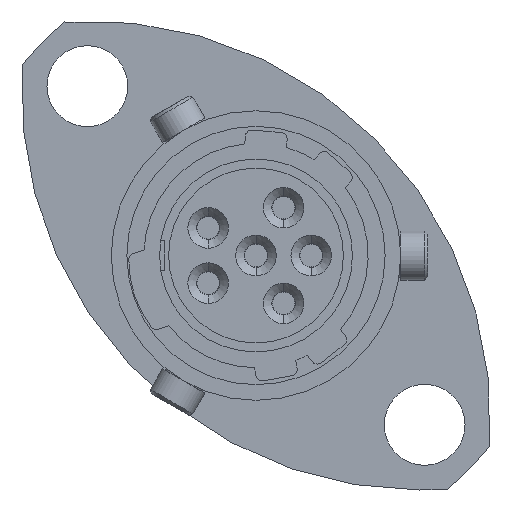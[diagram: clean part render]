
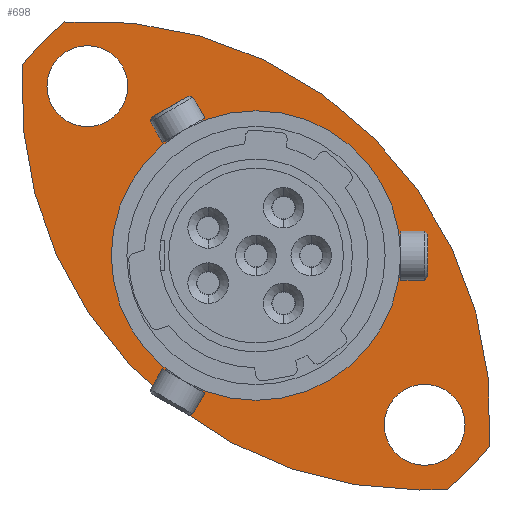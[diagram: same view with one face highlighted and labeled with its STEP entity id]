
A CAD part, left-side view. The second image highlights one B-rep face of the part: STEP entity #698.
In plain terms, the highlighted planar face has unit normal (-1, 0, 0).
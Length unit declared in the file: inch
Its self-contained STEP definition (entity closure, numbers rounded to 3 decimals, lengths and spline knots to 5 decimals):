
#698 = ADVANCED_FACE ( 'NONE', ( #13616, #13599, #13619, #13621 ), #13615, .T. ) ;
#1312 = ORIENTED_EDGE ( 'NONE', *, *, #8177, .F. ) ;
#1313 = ORIENTED_EDGE ( 'NONE', *, *, #8163, .F. ) ;
#1314 = ORIENTED_EDGE ( 'NONE', *, *, #8278, .F. ) ;
#1315 = ORIENTED_EDGE ( 'NONE', *, *, #8423, .F. ) ;
#1316 = ORIENTED_EDGE ( 'NONE', *, *, #8301, .T. ) ;
#1317 = ORIENTED_EDGE ( 'NONE', *, *, #8424, .T. ) ;
#1318 = ORIENTED_EDGE ( 'NONE', *, *, #8425, .F. ) ;
#1319 = ORIENTED_EDGE ( 'NONE', *, *, #8426, .T. ) ;
#1320 = ORIENTED_EDGE ( 'NONE', *, *, #8427, .F. ) ;
#1321 = ORIENTED_EDGE ( 'NONE', *, *, #8428, .T. ) ;
#1322 = ORIENTED_EDGE ( 'NONE', *, *, #8282, .T. ) ;
#1747 = VERTEX_POINT ( 'NONE', #6516 ) ;
#1755 = VERTEX_POINT ( 'NONE', #6524 ) ;
#1759 = VERTEX_POINT ( 'NONE', #6528 ) ;
#2079 = EDGE_LOOP ( 'NONE', ( #1312, #1313 ) ) ;
#2081 = EDGE_LOOP ( 'NONE', ( #1316, #1317 ) ) ;
#2083 = EDGE_LOOP ( 'NONE', ( #1318, #1319, #1320, #1321, #1322 ) ) ;
#2900 = AXIS2_PLACEMENT_3D ( 'NONE', #13631, #13632, #13633 ) ;
#3990 = VERTEX_POINT ( 'NONE', #6751 ) ;
#4046 = VERTEX_POINT ( 'NONE', #6805 ) ;
#4051 = VERTEX_POINT ( 'NONE', #6810 ) ;
#4182 = VERTEX_POINT ( 'NONE', #6847 ) ;
#4183 = VERTEX_POINT ( 'NONE', #6848 ) ;
#4186 = VERTEX_POINT ( 'NONE', #6851 ) ;
#4187 = VERTEX_POINT ( 'NONE', #6852 ) ;
#4190 = VERTEX_POINT ( 'NONE', #6855 ) ;
#5666 = CIRCLE ( 'NONE', #5669, 0.06594 ) ;
#5669 = AXIS2_PLACEMENT_3D ( 'NONE', #7356, #7357, #7358 ) ;
#5682 = CIRCLE ( 'NONE', #5686, 0.06594 ) ;
#5686 = AXIS2_PLACEMENT_3D ( 'NONE', #7394, #7395, #7396 ) ;
#5850 = CIRCLE ( 'NONE', #5852, 0.06594 ) ;
#5851 = CIRCLE ( 'NONE', #5858, 0.64961 ) ;
#5852 = AXIS2_PLACEMENT_3D ( 'NONE', #9384, #9385, #9386 ) ;
#5858 = AXIS2_PLACEMENT_3D ( 'NONE', #9395, #9396, #9397 ) ;
#5883 = CIRCLE ( 'NONE', #5885, 0.23602 ) ;
#5885 = AXIS2_PLACEMENT_3D ( 'NONE', #9451, #9452, #9453 ) ;
#6516 = CARTESIAN_POINT ( 'NONE',  ( 0.44331, -0.38083, -0.3117 ) ) ;
#6524 = CARTESIAN_POINT ( 'NONE',  ( 0.44331, 0.38083, 0.3117 ) ) ;
#6528 = CARTESIAN_POINT ( 'NONE',  ( 0.44331, 0.3117, 0.38083 ) ) ;
#6751 = CARTESIAN_POINT ( 'NONE',  ( 0.44331, -0.3117, -0.38083 ) ) ;
#6805 = CARTESIAN_POINT ( 'NONE',  ( 0.44331, 0., -0.23602 ) ) ;
#6810 = CARTESIAN_POINT ( 'NONE',  ( 0.44331, 0., 0.23602 ) ) ;
#6847 = CARTESIAN_POINT ( 'NONE',  ( 0.44331, -0.275, -0.21027 ) ) ;
#6848 = CARTESIAN_POINT ( 'NONE',  ( 0.44331, -0.26725, -0.38235 ) ) ;
#6851 = CARTESIAN_POINT ( 'NONE',  ( 0.44331, 0.275, 0.21027 ) ) ;
#6852 = CARTESIAN_POINT ( 'NONE',  ( 0.44331, 0.275, 0.34216 ) ) ;
#6855 = CARTESIAN_POINT ( 'NONE',  ( 0.44331, -0.275, -0.34216 ) ) ;
#7356 = CARTESIAN_POINT ( 'NONE',  ( 0.44331, -0.275, -0.27621 ) ) ;
#7357 = DIRECTION ( 'NONE',  ( -1., 0., 0. ) ) ;
#7358 = DIRECTION ( 'NONE',  ( 0., 0., 1. ) ) ;
#7394 = CARTESIAN_POINT ( 'NONE',  ( 0.44331, -0.275, -0.27621 ) ) ;
#7395 = DIRECTION ( 'NONE',  ( -1., 0., 0. ) ) ;
#7396 = DIRECTION ( 'NONE',  ( 0., 0., 1. ) ) ;
#8163 = EDGE_CURVE ( 'NONE', #4182, #4190, #5666, .T. ) ;
#8177 = EDGE_CURVE ( 'NONE', #4190, #4182, #5682, .T. ) ;
#8278 = EDGE_CURVE ( 'NONE', #4186, #4187, #5850, .T. ) ;
#8282 = EDGE_CURVE ( 'NONE', #4183, #3990, #5851, .T. ) ;
#8301 = EDGE_CURVE ( 'NONE', #4046, #4051, #5883, .T. ) ;
#8423 = EDGE_CURVE ( 'NONE', #4187, #4186, #10047, .T. ) ;
#8424 = EDGE_CURVE ( 'NONE', #4051, #4046, #10048, .T. ) ;
#8425 = EDGE_CURVE ( 'NONE', #1747, #3990, #10050, .T. ) ;
#8426 = EDGE_CURVE ( 'NONE', #1747, #1759, #10052, .T. ) ;
#8427 = EDGE_CURVE ( 'NONE', #1755, #1759, #10054, .T. ) ;
#8428 = EDGE_CURVE ( 'NONE', #1755, #4183, #10059, .T. ) ;
#8929 = CARTESIAN_POINT ( 'NONE',  ( 0.44331, 0.275, 0.27621 ) ) ;
#8930 = DIRECTION ( 'NONE',  ( -1., 0., 0. ) ) ;
#8931 = DIRECTION ( 'NONE',  ( 0., 0., 1. ) ) ;
#8932 = CARTESIAN_POINT ( 'NONE',  ( 0.44331, 0., 0. ) ) ;
#8933 = DIRECTION ( 'NONE',  ( 1., 0., 0. ) ) ;
#8934 = DIRECTION ( 'NONE',  ( 0., 0., -1. ) ) ;
#8936 = CARTESIAN_POINT ( 'NONE',  ( 0.44331, 0., 0. ) ) ;
#8937 = DIRECTION ( 'NONE',  ( 1., 0., 0. ) ) ;
#8938 = DIRECTION ( 'NONE',  ( 0., 0., -1. ) ) ;
#8939 = CARTESIAN_POINT ( 'NONE',  ( 0.44331, 0.26725, -0.26725 ) ) ;
#8940 = DIRECTION ( 'NONE',  ( -1., 0., 0. ) ) ;
#8941 = DIRECTION ( 'NONE',  ( 0., 0., 1. ) ) ;
#8943 = CARTESIAN_POINT ( 'NONE',  ( 0.44331, 0., 0. ) ) ;
#8944 = DIRECTION ( 'NONE',  ( 1., 0., 0. ) ) ;
#8945 = DIRECTION ( 'NONE',  ( 0., 0., -1. ) ) ;
#8948 = CARTESIAN_POINT ( 'NONE',  ( 0.44331, -0.26725, 0.26725 ) ) ;
#8949 = DIRECTION ( 'NONE',  ( -1., 0., 0. ) ) ;
#8950 = DIRECTION ( 'NONE',  ( 0., 0., 1. ) ) ;
#9384 = CARTESIAN_POINT ( 'NONE',  ( 0.44331, 0.275, 0.27621 ) ) ;
#9385 = DIRECTION ( 'NONE',  ( -1., 0., 0. ) ) ;
#9386 = DIRECTION ( 'NONE',  ( 0., 0., 1. ) ) ;
#9395 = CARTESIAN_POINT ( 'NONE',  ( 0.44331, -0.26725, 0.26725 ) ) ;
#9396 = DIRECTION ( 'NONE',  ( -1., 0., 0. ) ) ;
#9397 = DIRECTION ( 'NONE',  ( 0., 0., 1. ) ) ;
#9451 = CARTESIAN_POINT ( 'NONE',  ( 0.44331, 0., 0. ) ) ;
#9452 = DIRECTION ( 'NONE',  ( 1., 0., 0. ) ) ;
#9453 = DIRECTION ( 'NONE',  ( 0., 0., -1. ) ) ;
#10047 = CIRCLE ( 'NONE', #10049, 0.06594 ) ;
#10048 = CIRCLE ( 'NONE', #10051, 0.23602 ) ;
#10049 = AXIS2_PLACEMENT_3D ( 'NONE', #8929, #8930, #8931 ) ;
#10050 = CIRCLE ( 'NONE', #10053, 0.49213 ) ;
#10051 = AXIS2_PLACEMENT_3D ( 'NONE', #8932, #8933, #8934 ) ;
#10052 = CIRCLE ( 'NONE', #10055, 0.64961 ) ;
#10053 = AXIS2_PLACEMENT_3D ( 'NONE', #8936, #8937, #8938 ) ;
#10054 = CIRCLE ( 'NONE', #10057, 0.49213 ) ;
#10055 = AXIS2_PLACEMENT_3D ( 'NONE', #8939, #8940, #8941 ) ;
#10057 = AXIS2_PLACEMENT_3D ( 'NONE', #8943, #8944, #8945 ) ;
#10059 = CIRCLE ( 'NONE', #10060, 0.64961 ) ;
#10060 = AXIS2_PLACEMENT_3D ( 'NONE', #8948, #8949, #8950 ) ;
#12441 = EDGE_LOOP ( 'NONE', ( #1314, #1315 ) ) ;
#13599 = FACE_BOUND ( 'NONE', #12441, .T. ) ;
#13615 = PLANE ( 'NONE',  #2900 ) ;
#13616 = FACE_BOUND ( 'NONE', #2079, .T. ) ;
#13619 = FACE_BOUND ( 'NONE', #2081, .T. ) ;
#13621 = FACE_OUTER_BOUND ( 'NONE', #2083, .T. ) ;
#13631 = CARTESIAN_POINT ( 'NONE',  ( 0.44331, 0.23602, 0. ) ) ;
#13632 = DIRECTION ( 'NONE',  ( -1., 0., 0. ) ) ;
#13633 = DIRECTION ( 'NONE',  ( 0., 0., 1. ) ) ;
